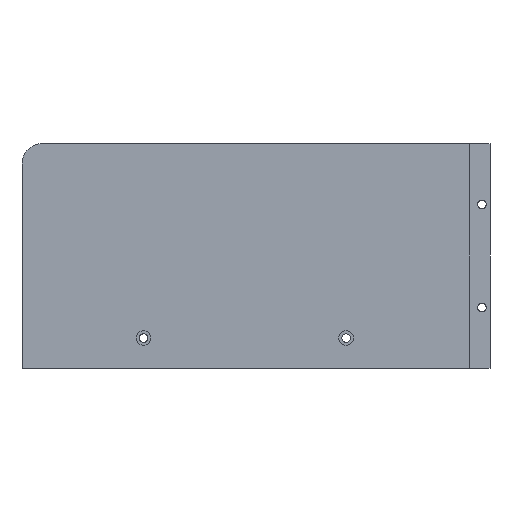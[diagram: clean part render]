
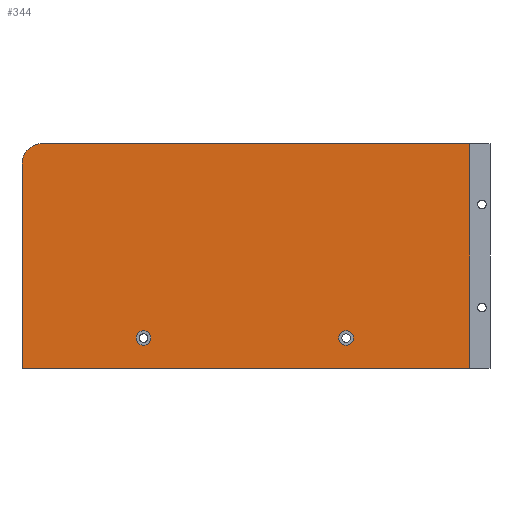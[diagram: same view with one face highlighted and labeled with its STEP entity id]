
A CAD part, front view. The second image highlights one B-rep face of the part: STEP entity #344.
In plain terms, the highlighted planar face has unit normal (0, -1, 0).
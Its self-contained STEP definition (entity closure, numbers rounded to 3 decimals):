
#21=FACE_BOUND('',#75,.T.);
#22=FACE_BOUND('',#76,.T.);
#30=PLANE('',#402);
#49=FACE_OUTER_BOUND('',#74,.T.);
#74=EDGE_LOOP('',(#285,#286,#287,#288,#289));
#75=EDGE_LOOP('',(#290));
#76=EDGE_LOOP('',(#291));
#103=LINE('',#586,#132);
#104=LINE('',#588,#133);
#105=LINE('',#590,#134);
#106=LINE('',#591,#135);
#132=VECTOR('',#489,10.);
#133=VECTOR('',#490,10.);
#134=VECTOR('',#491,10.);
#135=VECTOR('',#492,10.);
#142=CIRCLE('',#374,3.6);
#145=CIRCLE('',#379,3.6);
#157=CIRCLE('',#401,10.1);
#158=VERTEX_POINT('',#511);
#161=VERTEX_POINT('',#520);
#182=VERTEX_POINT('',#579);
#183=VERTEX_POINT('',#581);
#184=VERTEX_POINT('',#585);
#185=VERTEX_POINT('',#587);
#186=VERTEX_POINT('',#589);
#188=EDGE_CURVE('',#158,#158,#142,.T.);
#192=EDGE_CURVE('',#161,#161,#145,.T.);
#221=EDGE_CURVE('',#182,#183,#157,.T.);
#223=EDGE_CURVE('',#184,#182,#103,.T.);
#224=EDGE_CURVE('',#185,#184,#104,.T.);
#225=EDGE_CURVE('',#186,#185,#105,.T.);
#226=EDGE_CURVE('',#183,#186,#106,.T.);
#285=ORIENTED_EDGE('',*,*,#221,.F.);
#286=ORIENTED_EDGE('',*,*,#223,.F.);
#287=ORIENTED_EDGE('',*,*,#224,.F.);
#288=ORIENTED_EDGE('',*,*,#225,.F.);
#289=ORIENTED_EDGE('',*,*,#226,.F.);
#290=ORIENTED_EDGE('',*,*,#188,.T.);
#291=ORIENTED_EDGE('',*,*,#192,.T.);
#344=ADVANCED_FACE('',(#49,#21,#22),#30,.F.);
#374=AXIS2_PLACEMENT_3D('',#512,#412,#413);
#379=AXIS2_PLACEMENT_3D('',#521,#423,#424);
#401=AXIS2_PLACEMENT_3D('',#582,#484,#485);
#402=AXIS2_PLACEMENT_3D('',#584,#487,#488);
#412=DIRECTION('center_axis',(0.,1.,0.));
#413=DIRECTION('ref_axis',(1.,0.,0.));
#423=DIRECTION('center_axis',(0.,1.,0.));
#424=DIRECTION('ref_axis',(1.,0.,0.));
#484=DIRECTION('center_axis',(0.,1.,0.));
#485=DIRECTION('ref_axis',(-0.707,0.,0.707));
#487=DIRECTION('center_axis',(0.,1.,0.));
#488=DIRECTION('ref_axis',(0.,0.,1.));
#489=DIRECTION('',(0.,0.,1.));
#490=DIRECTION('',(-1.,0.,0.));
#491=DIRECTION('',(0.,0.,-1.));
#492=DIRECTION('',(1.,0.,0.));
#511=CARTESIAN_POINT('',(45.9,0.,-40.5));
#512=CARTESIAN_POINT('Origin',(49.5,0.,-40.5));
#520=CARTESIAN_POINT('',(-54.1,0.,-40.5));
#521=CARTESIAN_POINT('Origin',(-50.5,0.,-40.5));
#579=CARTESIAN_POINT('',(-110.5,0.,45.4));
#581=CARTESIAN_POINT('',(-100.4,0.,55.5));
#582=CARTESIAN_POINT('Origin',(-100.4,0.,45.4));
#584=CARTESIAN_POINT('Origin',(0.,0.,0.));
#585=CARTESIAN_POINT('',(-110.5,0.,-55.5));
#586=CARTESIAN_POINT('',(-110.5,0.,-55.5));
#587=CARTESIAN_POINT('',(110.5,0.,-55.5));
#588=CARTESIAN_POINT('',(110.5,0.,-55.5));
#589=CARTESIAN_POINT('',(110.5,0.,55.5));
#590=CARTESIAN_POINT('',(110.5,0.,55.5));
#591=CARTESIAN_POINT('',(-110.5,0.,55.5));
